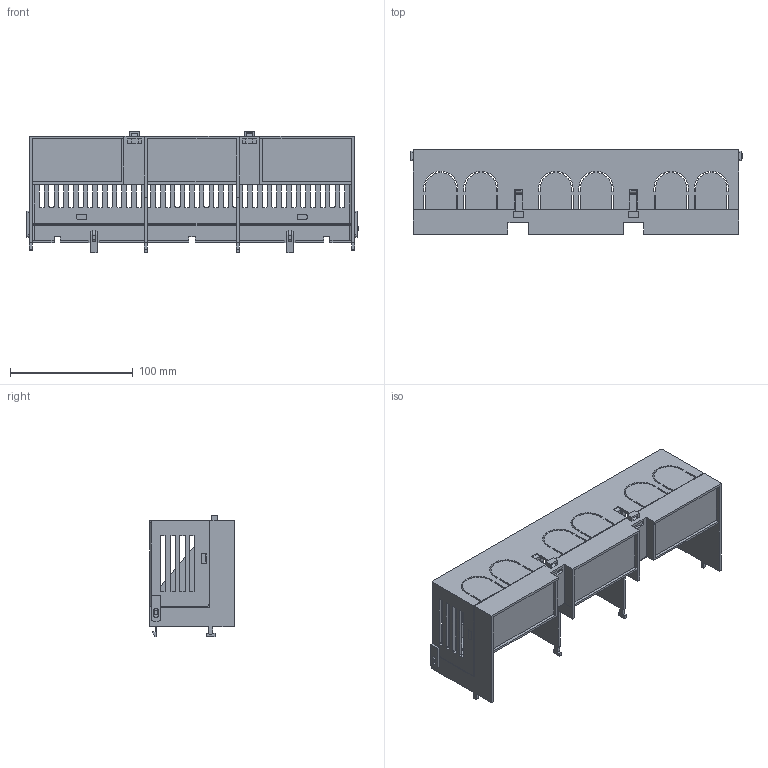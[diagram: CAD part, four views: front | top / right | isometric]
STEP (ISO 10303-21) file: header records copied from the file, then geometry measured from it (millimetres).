
FILE_DESCRIPTION(/* description */ ('STEP AP214'),/* implementation_level */ '2;1');
FILE_NAME(/* name */ '150-TC3',/* time_stamp */ '2025-04-15T20:32:19+02:00',/* author */ ('License CC BY-ND 4.0'),/* organization */ ('CADENAS'),/* preprocessor_version */ 'ST-DEVELOPER v19.3',/* originating_system */ 'PARTsolutions',/* authorisation */ ' ');
FILE_SCHEMA (('AUTOMOTIVE_DESIGN {1 0 10303 214 3 1 1}'));
Length unit declared in the file: millimetre
Products named in the file (1): 150-TC3
Bounding box: 270.8 x 69.25 x 99.28 mm (x, y, z)
Volume: 153119.4 mm3; surface area: 151506.1 mm2
Topology: 1 solids, 1 shells, 868 faces, 2613 edges, 1731 vertices
Faces by surface type: plane 608, cylinder 260
Full cylindrical faces by diameter (mm): 3.39 x2, 5.35 x6
Entity records: 29454 total; most frequent: ORIENTED_EDGE 5196, CARTESIAN_POINT 5191, DIRECTION 4862, EDGE_CURVE 2598, LINE 2072, VECTOR 2072, VERTEX_POINT 1724, AXIS2_PLACEMENT_3D 1395
